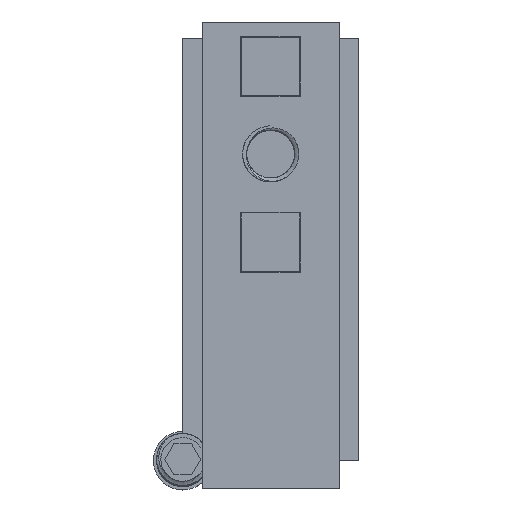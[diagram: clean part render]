
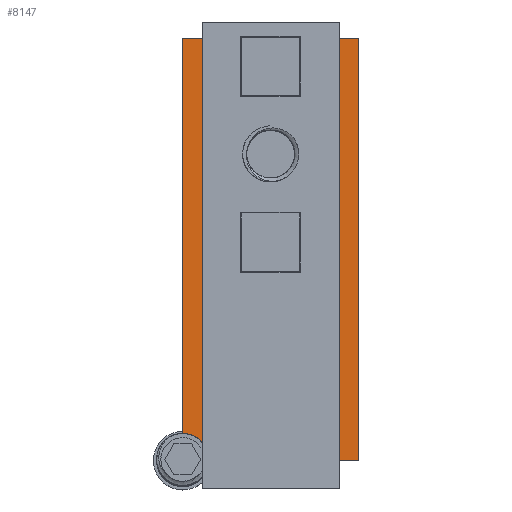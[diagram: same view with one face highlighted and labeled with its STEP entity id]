
A CAD part, top view. The second image highlights one B-rep face of the part: STEP entity #8147.
In plain terms, the highlighted planar face has unit normal (0, 0, 1).
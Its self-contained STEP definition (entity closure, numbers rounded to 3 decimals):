
#62=FACE_BOUND('',#694,.T.);
#63=FACE_BOUND('',#695,.T.);
#122=PLANE('',#8687);
#234=FACE_OUTER_BOUND('',#693,.T.);
#693=EDGE_LOOP('',(#5359,#5360,#5361,#5362,#5363,#5364,#5365,#5366));
#694=EDGE_LOOP('',(#5367));
#695=EDGE_LOOP('',(#5368,#5369,#5370,#5371));
#1156=CIRCLE('',#8675,5.1);
#1950=LINE('',#13337,#2477);
#1954=LINE('',#13345,#2481);
#1957=LINE('',#13351,#2484);
#1960=LINE('',#13356,#2487);
#1962=LINE('',#13362,#2489);
#1966=LINE('',#13371,#2493);
#1970=LINE('',#13378,#2497);
#1973=LINE('',#13384,#2500);
#1974=LINE('',#13386,#2501);
#1975=LINE('',#13388,#2502);
#1976=LINE('',#13390,#2503);
#1977=LINE('',#13391,#2504);
#2477=VECTOR('',#9265,10.);
#2481=VECTOR('',#9271,10.);
#2484=VECTOR('',#9276,10.);
#2487=VECTOR('',#9281,10.);
#2489=VECTOR('',#9287,10.);
#2493=VECTOR('',#9293,10.);
#2497=VECTOR('',#9299,10.);
#2500=VECTOR('',#9306,10.);
#2501=VECTOR('',#9307,10.);
#2502=VECTOR('',#9308,10.);
#2503=VECTOR('',#9309,10.);
#2504=VECTOR('',#9310,10.);
#3037=VERTEX_POINT('',#13327);
#3039=VERTEX_POINT('',#13335);
#3040=VERTEX_POINT('',#13336);
#3043=VERTEX_POINT('',#13344);
#3045=VERTEX_POINT('',#13350);
#3047=VERTEX_POINT('',#13360);
#3048=VERTEX_POINT('',#13361);
#3051=VERTEX_POINT('',#13369);
#3052=VERTEX_POINT('',#13370);
#3055=VERTEX_POINT('',#13383);
#3056=VERTEX_POINT('',#13385);
#3057=VERTEX_POINT('',#13387);
#3058=VERTEX_POINT('',#13389);
#3932=EDGE_CURVE('',#3037,#3037,#1156,.T.);
#3936=EDGE_CURVE('',#3039,#3040,#1950,.T.);
#3940=EDGE_CURVE('',#3040,#3043,#1954,.T.);
#3943=EDGE_CURVE('',#3043,#3045,#1957,.T.);
#3946=EDGE_CURVE('',#3045,#3039,#1960,.T.);
#3948=EDGE_CURVE('',#3047,#3048,#1962,.T.);
#3952=EDGE_CURVE('',#3051,#3052,#1966,.T.);
#3956=EDGE_CURVE('',#3052,#3047,#1970,.T.);
#3959=EDGE_CURVE('',#3055,#3048,#1973,.T.);
#3960=EDGE_CURVE('',#3055,#3056,#1974,.T.);
#3961=EDGE_CURVE('',#3056,#3057,#1975,.T.);
#3962=EDGE_CURVE('',#3058,#3057,#1976,.T.);
#3963=EDGE_CURVE('',#3051,#3058,#1977,.T.);
#5359=ORIENTED_EDGE('',*,*,#3952,.T.);
#5360=ORIENTED_EDGE('',*,*,#3956,.T.);
#5361=ORIENTED_EDGE('',*,*,#3948,.T.);
#5362=ORIENTED_EDGE('',*,*,#3959,.F.);
#5363=ORIENTED_EDGE('',*,*,#3960,.T.);
#5364=ORIENTED_EDGE('',*,*,#3961,.T.);
#5365=ORIENTED_EDGE('',*,*,#3962,.F.);
#5366=ORIENTED_EDGE('',*,*,#3963,.F.);
#5367=ORIENTED_EDGE('',*,*,#3932,.T.);
#5368=ORIENTED_EDGE('',*,*,#3936,.T.);
#5369=ORIENTED_EDGE('',*,*,#3940,.T.);
#5370=ORIENTED_EDGE('',*,*,#3943,.T.);
#5371=ORIENTED_EDGE('',*,*,#3946,.T.);
#8147=ADVANCED_FACE('',(#234,#62,#63),#122,.T.);
#8675=AXIS2_PLACEMENT_3D('',#13328,#9255,#9256);
#8687=AXIS2_PLACEMENT_3D('',#13382,#9304,#9305);
#9255=DIRECTION('center_axis',(0.,0.,-1.));
#9256=DIRECTION('ref_axis',(-1.,0.,0.));
#9265=DIRECTION('',(0.,1.,0.));
#9271=DIRECTION('',(1.,0.,0.));
#9276=DIRECTION('',(0.,-1.,0.));
#9281=DIRECTION('',(-1.,0.,0.));
#9287=DIRECTION('',(0.,1.,0.));
#9293=DIRECTION('',(0.,-1.,0.));
#9299=DIRECTION('',(-1.,0.,0.));
#9304=DIRECTION('center_axis',(0.,0.,1.));
#9305=DIRECTION('ref_axis',(0.,-1.,0.));
#9306=DIRECTION('',(1.,0.,0.));
#9307=DIRECTION('',(0.,-1.,0.));
#9308=DIRECTION('',(1.,0.,0.));
#9309=DIRECTION('',(0.,-1.,0.));
#9310=DIRECTION('',(1.,0.,0.));
#13327=CARTESIAN_POINT('',(20.1,52.,27.));
#13328=CARTESIAN_POINT('Origin',(15.,52.,27.));
#13335=CARTESIAN_POINT('',(10.,32.,27.));
#13336=CARTESIAN_POINT('',(10.,42.,27.));
#13337=CARTESIAN_POINT('',(10.,57.,27.));
#13344=CARTESIAN_POINT('',(20.,42.,27.));
#13345=CARTESIAN_POINT('',(10.,42.,27.));
#13350=CARTESIAN_POINT('',(20.,32.,27.));
#13351=CARTESIAN_POINT('',(20.,52.,27.));
#13356=CARTESIAN_POINT('',(5.,32.,27.));
#13360=CARTESIAN_POINT('',(10.,62.,27.));
#13361=CARTESIAN_POINT('',(10.,72.,27.));
#13362=CARTESIAN_POINT('',(10.,72.,27.));
#13369=CARTESIAN_POINT('',(20.,72.,27.));
#13370=CARTESIAN_POINT('',(20.,62.,27.));
#13371=CARTESIAN_POINT('',(20.,67.,27.));
#13378=CARTESIAN_POINT('',(5.,62.,27.));
#13382=CARTESIAN_POINT('Origin',(0.,72.,27.));
#13383=CARTESIAN_POINT('',(0.,72.,27.));
#13384=CARTESIAN_POINT('',(0.,72.,27.));
#13385=CARTESIAN_POINT('',(0.,0.,27.));
#13386=CARTESIAN_POINT('',(0.,72.,27.));
#13387=CARTESIAN_POINT('',(30.,0.,27.));
#13388=CARTESIAN_POINT('',(0.,0.,27.));
#13389=CARTESIAN_POINT('',(30.,72.,27.));
#13390=CARTESIAN_POINT('',(30.,72.,27.));
#13391=CARTESIAN_POINT('',(0.,72.,27.));
